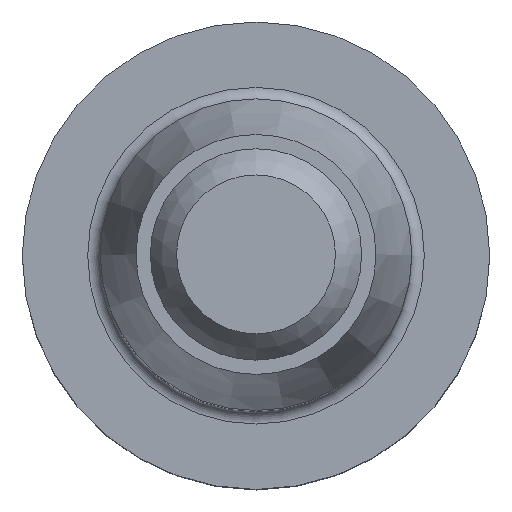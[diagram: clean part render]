
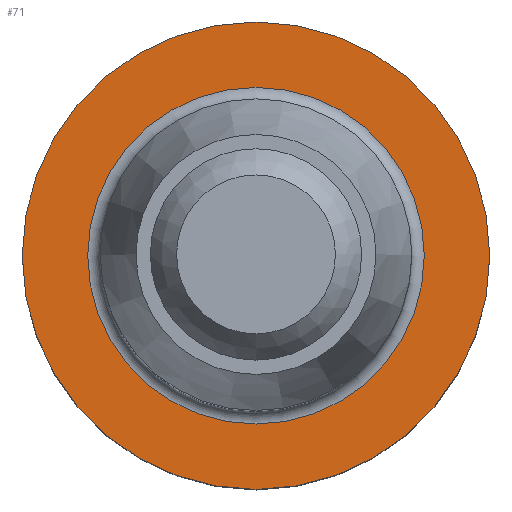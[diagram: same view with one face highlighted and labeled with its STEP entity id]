
A CAD part, top view. The second image highlights one B-rep face of the part: STEP entity #71.
In plain terms, the highlighted planar face has unit normal (0, 0, 1).
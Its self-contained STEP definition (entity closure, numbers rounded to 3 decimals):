
#71 = ADVANCED_FACE( '', ( #151, #152 ), #153, .F. );
#151 = FACE_BOUND( '', #237, .T. );
#152 = FACE_OUTER_BOUND( '', #238, .T. );
#153 = PLANE( '', #239 );
#237 = EDGE_LOOP( '', ( #368 ) );
#238 = EDGE_LOOP( '', ( #369 ) );
#239 = AXIS2_PLACEMENT_3D( '', #370, #371, #372 );
#368 = ORIENTED_EDGE( '', *, *, #475, .T. );
#369 = ORIENTED_EDGE( '', *, *, #491, .F. );
#370 = CARTESIAN_POINT( '', ( 0., 0., 0. ) );
#371 = DIRECTION( '', ( 0., 0., -1. ) );
#372 = DIRECTION( '', ( -1., 0., 0. ) );
#475 = EDGE_CURVE( '', #556, #556, #557, .T. );
#491 = EDGE_CURVE( '', #578, #578, #579, .T. );
#556 = VERTEX_POINT( '', #660 );
#557 = CIRCLE( '', #661, 10.8 );
#578 = VERTEX_POINT( '', #689 );
#579 = CIRCLE( '', #690, 15. );
#660 = CARTESIAN_POINT( '', ( -10.8, 0., 0. ) );
#661 = AXIS2_PLACEMENT_3D( '', #744, #745, #746 );
#689 = CARTESIAN_POINT( '', ( 15., 0., 0. ) );
#690 = AXIS2_PLACEMENT_3D( '', #763, #764, #765 );
#744 = CARTESIAN_POINT( '', ( 0., 0., 0. ) );
#745 = DIRECTION( '', ( 0., 0., -1. ) );
#746 = DIRECTION( '', ( -1., 0., 0. ) );
#763 = CARTESIAN_POINT( '', ( 0., 0., 0. ) );
#764 = DIRECTION( '', ( 0., 0., -1. ) );
#765 = DIRECTION( '', ( 1., 0., 0. ) );
